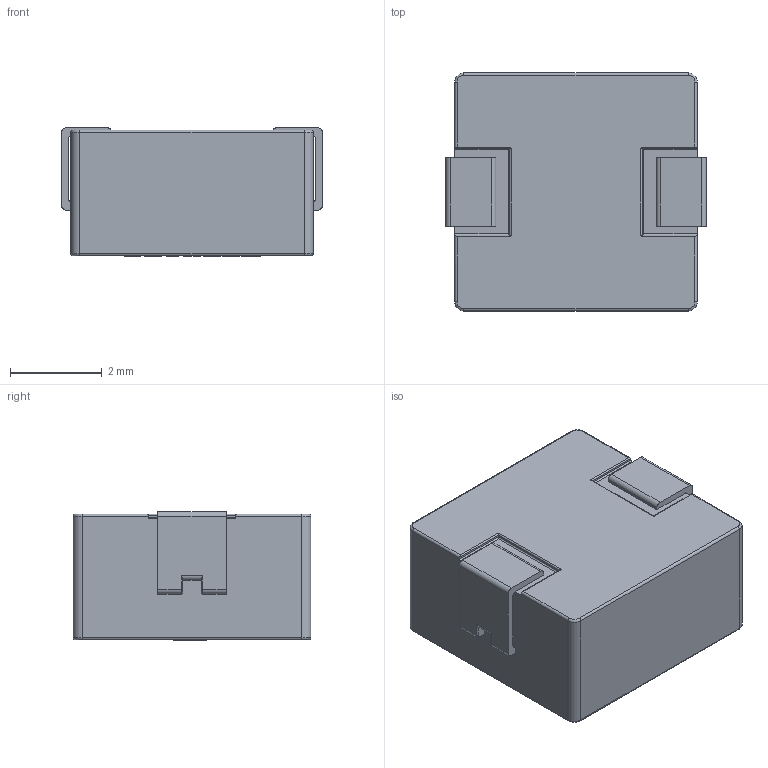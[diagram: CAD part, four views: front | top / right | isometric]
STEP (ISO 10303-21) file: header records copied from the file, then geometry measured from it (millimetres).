
FILE_DESCRIPTION(/* description */ ('Unknown'),/* implementation_level */ '2;1');
FILE_NAME(/* name */ 'TMPC0503',/* time_stamp */ '2018-05-15T13:18:58+08:00',/* author */ ('Unknown'),/* organization */ ('Unknown'),/* preprocessor_version */ 'ST-DEVELOPER v16.7',/* originating_system */ 'DEX',/* authorisation */ $);
FILE_SCHEMA (('AUTOMOTIVE_DESIGN {1 0 10303 214 3 1 1}'));
Length unit declared in the file: centimetre
Products named in the file (1): TMPC0503
Bounding box: 5.7 x 5.2 x 2.81 mm (x, y, z)
Volume: 81.9 mm3; surface area: 209.6 mm2
Topology: 2 solids, 2 shells, 285 faces, 775 edges, 501 vertices
Faces by surface type: plane 129, cylinder 71, bspline 69, torus 16
Entity records: 13217 total; most frequent: CARTESIAN_POINT 4515, ORIENTED_EDGE 1520, DIRECTION 1159, EDGE_CURVE 760, VERTEX_POINT 499, LINE 425, VECTOR 425, AXIS2_PLACEMENT_3D 367
